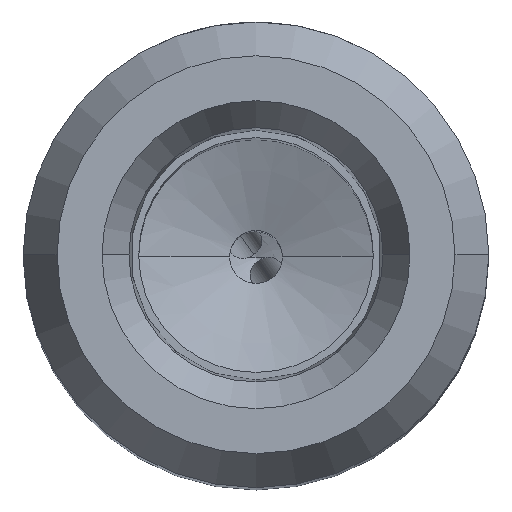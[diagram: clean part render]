
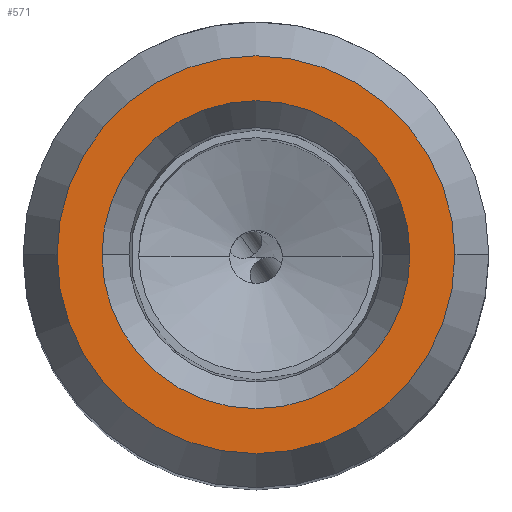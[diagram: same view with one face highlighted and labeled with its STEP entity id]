
A CAD part, top view. The second image highlights one B-rep face of the part: STEP entity #571.
In plain terms, the highlighted planar face has unit normal (0, 0, 1).
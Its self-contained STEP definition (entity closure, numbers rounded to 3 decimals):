
#108=PLANE('',#4029);
#147=FACE_BOUND('',#1013,.T.);
#148=FACE_BOUND('',#1014,.T.);
#571=ADVANCED_FACE('',(#147,#148),#108,.T.);
#1013=EDGE_LOOP('',(#1456,#1457));
#1014=EDGE_LOOP('',(#1458,#1459));
#1221=CIRCLE('',#4023,5.25);
#1222=CIRCLE('',#4025,5.25);
#1223=CIRCLE('',#4027,6.783);
#1224=CIRCLE('',#4028,6.783);
#1456=ORIENTED_EDGE('',*,*,#3053,.T.);
#1457=ORIENTED_EDGE('',*,*,#3054,.T.);
#1458=ORIENTED_EDGE('',*,*,#3055,.T.);
#1459=ORIENTED_EDGE('',*,*,#3056,.T.);
#2602=VERTEX_POINT('',#5339);
#2603=VERTEX_POINT('',#5341);
#2604=VERTEX_POINT('',#5347);
#2605=VERTEX_POINT('',#5348);
#3053=EDGE_CURVE('',#2602,#2603,#1221,.T.);
#3054=EDGE_CURVE('',#2603,#2602,#1222,.T.);
#3055=EDGE_CURVE('',#2604,#2605,#1223,.T.);
#3056=EDGE_CURVE('',#2605,#2604,#1224,.T.);
#4023=AXIS2_PLACEMENT_3D('',#5342,#4456,#4457);
#4025=AXIS2_PLACEMENT_3D('',#5344,#4460,#4461);
#4027=AXIS2_PLACEMENT_3D('',#5346,#4464,#4465);
#4028=AXIS2_PLACEMENT_3D('',#5349,#4466,#4467);
#4029=AXIS2_PLACEMENT_3D('',#5350,#4468,#4469);
#4456=DIRECTION('',(0.,0.,-1.));
#4457=DIRECTION('',(-1.,0.,0.));
#4460=DIRECTION('',(0.,0.,-1.));
#4461=DIRECTION('',(1.,0.,0.));
#4464=DIRECTION('',(0.,0.,1.));
#4465=DIRECTION('',(-1.,0.,0.));
#4466=DIRECTION('',(0.,0.,1.));
#4467=DIRECTION('',(1.,0.,0.));
#4468=DIRECTION('',(0.,0.,1.));
#4469=DIRECTION('',(-1.,0.,0.));
#5339=CARTESIAN_POINT('',(-5.25,0.,24.5));
#5341=CARTESIAN_POINT('',(5.25,0.,24.5));
#5342=CARTESIAN_POINT('',(0.,0.,24.5));
#5344=CARTESIAN_POINT('',(0.,0.,24.5));
#5346=CARTESIAN_POINT('',(0.,0.,24.5));
#5347=CARTESIAN_POINT('',(-6.783,0.,24.5));
#5348=CARTESIAN_POINT('',(6.783,0.,24.5));
#5349=CARTESIAN_POINT('',(0.,0.,24.5));
#5350=CARTESIAN_POINT('',(0.,0.,24.5));
